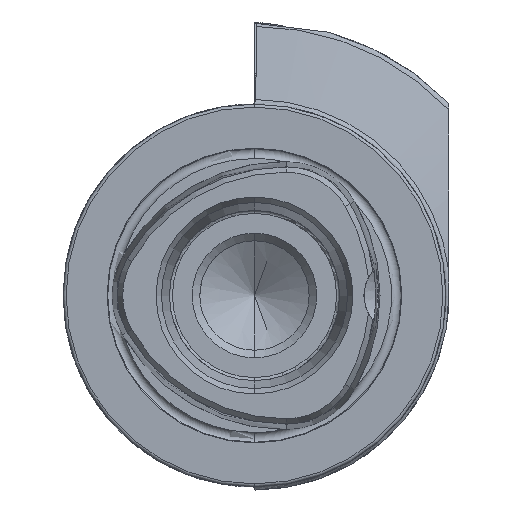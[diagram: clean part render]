
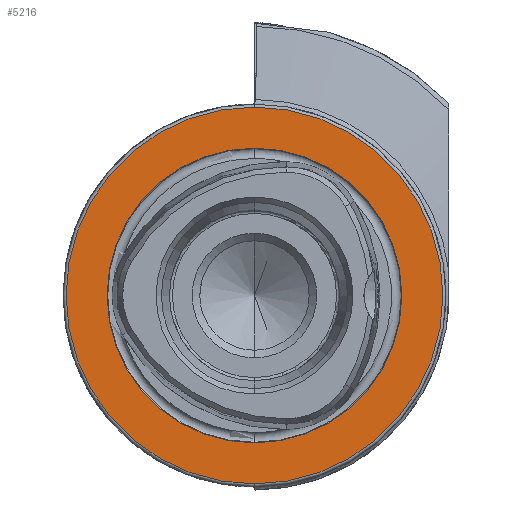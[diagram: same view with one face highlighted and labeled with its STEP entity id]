
A CAD part, left-side view. The second image highlights one B-rep face of the part: STEP entity #5216.
In plain terms, the highlighted planar face has unit normal (-1, 0, 0).
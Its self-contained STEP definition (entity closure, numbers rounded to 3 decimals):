
#37 = DIRECTION ( 'NONE',  ( 0., 0., -1. ) ) ;
#132 = CIRCLE ( 'NONE', #7035, 31. ) ;
#151 = AXIS2_PLACEMENT_3D ( 'NONE', #173, #1217, #1545 ) ;
#173 = CARTESIAN_POINT ( 'NONE',  ( 0., 0., 0. ) ) ;
#436 = DIRECTION ( 'NONE',  ( -1., 0., 0. ) ) ;
#502 = DIRECTION ( 'NONE',  ( 0., 0., 1. ) ) ;
#543 = ORIENTED_EDGE ( 'NONE', *, *, #2006, .T. ) ;
#1217 = DIRECTION ( 'NONE',  ( -1., 0., 0. ) ) ;
#1224 = EDGE_CURVE ( 'NONE', #4512, #4835, #4238, .T. ) ;
#1537 = DIRECTION ( 'NONE',  ( 1., 0., 0. ) ) ;
#1545 = DIRECTION ( 'NONE',  ( 0., 0., 1. ) ) ;
#1775 = ORIENTED_EDGE ( 'NONE', *, *, #2813, .T. ) ;
#2006 = EDGE_CURVE ( 'NONE', #5404, #7128, #2026, .T. ) ;
#2026 = CIRCLE ( 'NONE', #151, 31. ) ;
#2039 = CARTESIAN_POINT ( 'NONE',  ( 0., 24.25, 0. ) ) ;
#2350 = CARTESIAN_POINT ( 'NONE',  ( 0., 0., 31. ) ) ;
#2813 = EDGE_CURVE ( 'NONE', #7128, #5404, #132, .T. ) ;
#2948 = EDGE_CURVE ( 'NONE', #4835, #4512, #7096, .T. ) ;
#3270 = CARTESIAN_POINT ( 'NONE',  ( 0., 0., 24.25 ) ) ;
#3400 = CARTESIAN_POINT ( 'NONE',  ( 0., 0., 0. ) ) ;
#3689 = EDGE_LOOP ( 'NONE', ( #4902, #6564 ) ) ;
#4238 = CIRCLE ( 'NONE', #4435, 24.25 ) ;
#4435 = AXIS2_PLACEMENT_3D ( 'NONE', #3400, #436, #502 ) ;
#4512 = VERTEX_POINT ( 'NONE', #8432 ) ;
#4835 = VERTEX_POINT ( 'NONE', #3270 ) ;
#4860 = DIRECTION ( 'NONE',  ( 0., 0., 1. ) ) ;
#4879 = DIRECTION ( 'NONE',  ( -1., 0., 0. ) ) ;
#4898 = CARTESIAN_POINT ( 'NONE',  ( 0., 0., 0. ) ) ;
#4902 = ORIENTED_EDGE ( 'NONE', *, *, #2948, .F. ) ;
#5216 = ADVANCED_FACE ( 'NONE', ( #7085, #5250 ), #7236, .F. ) ;
#5250 = FACE_OUTER_BOUND ( 'NONE', #7968, .T. ) ;
#5404 = VERTEX_POINT ( 'NONE', #2350 ) ;
#6469 = AXIS2_PLACEMENT_3D ( 'NONE', #4898, #4879, #4860 ) ;
#6564 = ORIENTED_EDGE ( 'NONE', *, *, #1224, .F. ) ;
#6812 = DIRECTION ( 'NONE',  ( 0., 0., 1. ) ) ;
#6830 = DIRECTION ( 'NONE',  ( -1., 0., 0. ) ) ;
#6849 = CARTESIAN_POINT ( 'NONE',  ( 0., 0., 0. ) ) ;
#7035 = AXIS2_PLACEMENT_3D ( 'NONE', #6849, #6830, #6812 ) ;
#7085 = FACE_BOUND ( 'NONE', #3689, .T. ) ;
#7096 = CIRCLE ( 'NONE', #6469, 24.25 ) ;
#7128 = VERTEX_POINT ( 'NONE', #7298 ) ;
#7236 = PLANE ( 'NONE',  #8241 ) ;
#7298 = CARTESIAN_POINT ( 'NONE',  ( 0., 0., -31. ) ) ;
#7968 = EDGE_LOOP ( 'NONE', ( #543, #1775 ) ) ;
#8241 = AXIS2_PLACEMENT_3D ( 'NONE', #2039, #1537, #37 ) ;
#8432 = CARTESIAN_POINT ( 'NONE',  ( 0., 0., -24.25 ) ) ;
